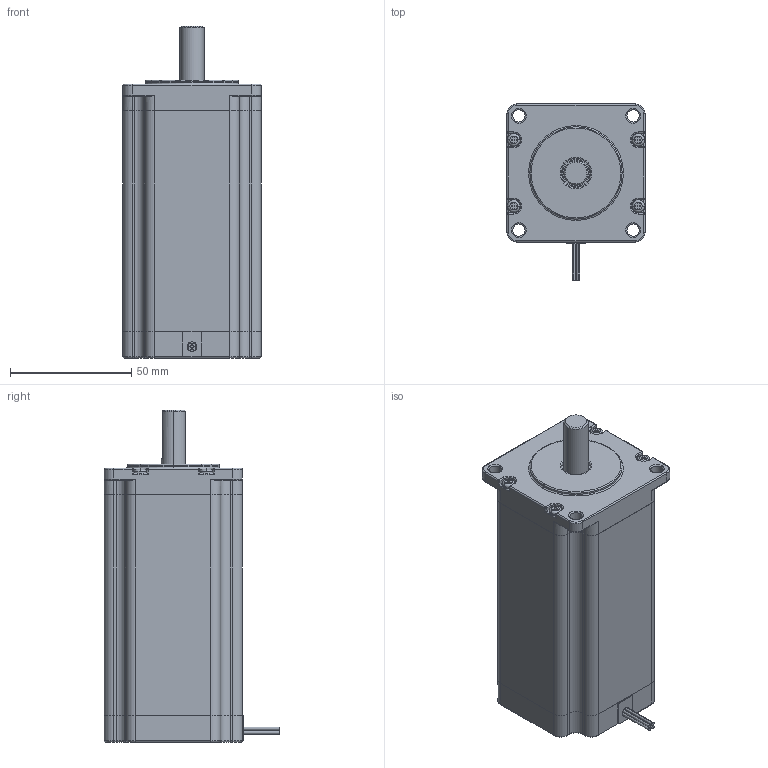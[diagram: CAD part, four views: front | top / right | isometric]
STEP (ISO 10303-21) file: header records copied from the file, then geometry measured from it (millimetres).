
FILE_DESCRIPTION (( 'STEP AP214' ), '1' );
FILE_NAME ('23HP45-4204S.STEP', '2021-11-02T02:23:56', ( '' ), ( '' ), 'SwSTEP 2.0', 'SolidWorks 2016', '' );
FILE_SCHEMA (( 'AUTOMOTIVE_DESIGN' ));
Length unit declared in the file: millimetre
Products named in the file (1): 23HP45-4204S
Bounding box: 57 x 72.5 x 137 mm (x, y, z)
Volume: 333819.5 mm3; surface area: 31969.2 mm2
Topology: 6 solids, 6 shells, 460 faces, 1120 edges, 683 vertices
Faces by surface type: cylinder 188, plane 165, torus 62, bspline 32, sphere 8, cone 5
Entity records: 18054 total; most frequent: CARTESIAN_POINT 3332, DIRECTION 2403, ORIENTED_EDGE 2224, EDGE_CURVE 1112, AXIS2_PLACEMENT_3D 916, VERTEX_POINT 683, LINE 571, VECTOR 571
